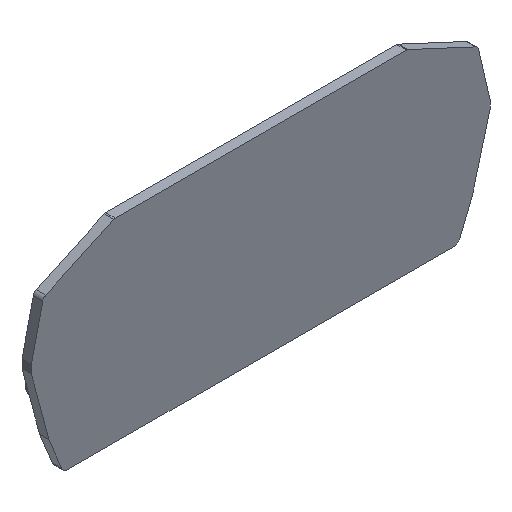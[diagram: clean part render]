
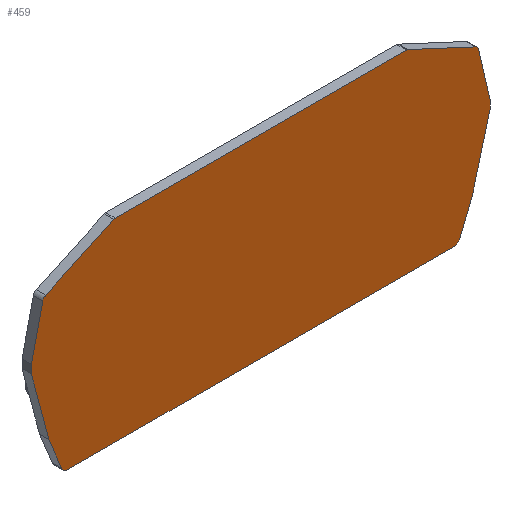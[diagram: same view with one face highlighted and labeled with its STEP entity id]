
A CAD part, isometric view. The second image highlights one B-rep face of the part: STEP entity #459.
In plain terms, the highlighted planar face has unit normal (0, -1, 0).
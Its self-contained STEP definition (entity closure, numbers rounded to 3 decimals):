
#40=CIRCLE('',#483,1.);
#41=CIRCLE('',#489,0.8);
#42=CIRCLE('',#492,0.5);
#43=CIRCLE('',#495,0.5);
#44=CIRCLE('',#498,0.8);
#45=CIRCLE('',#504,1.);
#150=ORIENTED_EDGE('',*,*,#208,.F.);
#151=ORIENTED_EDGE('',*,*,#205,.F.);
#152=ORIENTED_EDGE('',*,*,#204,.F.);
#153=ORIENTED_EDGE('',*,*,#201,.F.);
#154=ORIENTED_EDGE('',*,*,#200,.F.);
#155=ORIENTED_EDGE('',*,*,#197,.F.);
#156=ORIENTED_EDGE('',*,*,#195,.F.);
#157=ORIENTED_EDGE('',*,*,#193,.F.);
#158=ORIENTED_EDGE('',*,*,#191,.F.);
#159=ORIENTED_EDGE('',*,*,#190,.F.);
#160=ORIENTED_EDGE('',*,*,#223,.F.);
#161=ORIENTED_EDGE('',*,*,#222,.F.);
#162=ORIENTED_EDGE('',*,*,#219,.F.);
#163=ORIENTED_EDGE('',*,*,#217,.F.);
#164=ORIENTED_EDGE('',*,*,#215,.F.);
#165=ORIENTED_EDGE('',*,*,#213,.F.);
#166=ORIENTED_EDGE('',*,*,#212,.F.);
#167=ORIENTED_EDGE('',*,*,#209,.F.);
#190=EDGE_CURVE('',#249,#248,#40,.T.);
#191=EDGE_CURVE('',#248,#250,#284,.T.);
#193=EDGE_CURVE('',#250,#251,#286,.T.);
#195=EDGE_CURVE('',#251,#252,#288,.T.);
#197=EDGE_CURVE('',#252,#253,#290,.T.);
#200=EDGE_CURVE('',#253,#254,#41,.T.);
#201=EDGE_CURVE('',#254,#255,#293,.T.);
#204=EDGE_CURVE('',#255,#256,#42,.T.);
#205=EDGE_CURVE('',#256,#257,#296,.T.);
#208=EDGE_CURVE('',#257,#258,#43,.T.);
#209=EDGE_CURVE('',#258,#259,#299,.T.);
#212=EDGE_CURVE('',#259,#260,#44,.T.);
#213=EDGE_CURVE('',#260,#261,#302,.T.);
#215=EDGE_CURVE('',#261,#262,#304,.T.);
#217=EDGE_CURVE('',#262,#263,#306,.T.);
#219=EDGE_CURVE('',#263,#264,#308,.T.);
#222=EDGE_CURVE('',#264,#265,#45,.T.);
#223=EDGE_CURVE('',#265,#249,#311,.T.);
#248=VERTEX_POINT('',#681);
#249=VERTEX_POINT('',#683);
#250=VERTEX_POINT('',#687);
#251=VERTEX_POINT('',#691);
#252=VERTEX_POINT('',#695);
#253=VERTEX_POINT('',#699);
#254=VERTEX_POINT('',#703);
#255=VERTEX_POINT('',#707);
#256=VERTEX_POINT('',#711);
#257=VERTEX_POINT('',#715);
#258=VERTEX_POINT('',#719);
#259=VERTEX_POINT('',#723);
#260=VERTEX_POINT('',#727);
#261=VERTEX_POINT('',#731);
#262=VERTEX_POINT('',#735);
#263=VERTEX_POINT('',#739);
#264=VERTEX_POINT('',#743);
#265=VERTEX_POINT('',#747);
#284=LINE('',#686,#326);
#286=LINE('',#690,#328);
#288=LINE('',#694,#330);
#290=LINE('',#698,#332);
#293=LINE('',#706,#335);
#296=LINE('',#714,#338);
#299=LINE('',#722,#341);
#302=LINE('',#730,#344);
#304=LINE('',#734,#346);
#306=LINE('',#738,#348);
#308=LINE('',#742,#350);
#311=LINE('',#750,#353);
#326=VECTOR('',#553,1000.);
#328=VECTOR('',#557,1000.);
#330=VECTOR('',#561,1000.);
#332=VECTOR('',#565,1000.);
#335=VECTOR('',#574,1000.);
#338=VECTOR('',#583,1000.);
#341=VECTOR('',#592,1000.);
#344=VECTOR('',#601,1000.);
#346=VECTOR('',#605,1000.);
#348=VECTOR('',#609,1000.);
#350=VECTOR('',#613,1000.);
#353=VECTOR('',#622,1000.);
#385=EDGE_LOOP('',(#150,#151,#152,#153,#154,#155,#156,#157,#158,#159,#160,
#161,#162,#163,#164,#165,#166,#167));
#417=FACE_BOUND('',#385,.T.);
#433=PLANE('',#512);
#459=ADVANCED_FACE('',(#417),#433,.T.);
#483=AXIS2_PLACEMENT_3D('',#684,#549,#550);
#489=AXIS2_PLACEMENT_3D('',#704,#570,#571);
#492=AXIS2_PLACEMENT_3D('',#712,#579,#580);
#495=AXIS2_PLACEMENT_3D('',#720,#588,#589);
#498=AXIS2_PLACEMENT_3D('',#728,#597,#598);
#504=AXIS2_PLACEMENT_3D('',#748,#618,#619);
#512=AXIS2_PLACEMENT_3D('',#909,#635,#636);
#549=DIRECTION('',(0.,1.,0.));
#550=DIRECTION('',(-1.,0.,0.));
#553=DIRECTION('',(-0.375,0.,0.927));
#557=DIRECTION('',(-0.259,0.,0.966));
#561=DIRECTION('',(0.,0.,1.));
#565=DIRECTION('',(0.225,0.,0.974));
#570=DIRECTION('',(0.,1.,0.));
#571=DIRECTION('',(-1.,0.,0.));
#574=DIRECTION('',(0.906,0.,0.423));
#579=DIRECTION('',(0.,1.,0.));
#580=DIRECTION('',(-1.,0.,0.));
#583=DIRECTION('',(1.,0.,0.));
#588=DIRECTION('',(0.,1.,0.));
#589=DIRECTION('',(-1.,0.,0.));
#592=DIRECTION('',(0.906,0.,-0.423));
#597=DIRECTION('',(0.,1.,0.));
#598=DIRECTION('',(-1.,0.,0.));
#601=DIRECTION('',(0.225,0.,-0.974));
#605=DIRECTION('',(0.,0.,-1.));
#609=DIRECTION('',(-0.259,0.,-0.966));
#613=DIRECTION('',(-0.375,0.,-0.927));
#618=DIRECTION('',(0.,1.,0.));
#619=DIRECTION('',(-1.,0.,0.));
#622=DIRECTION('',(-1.,0.,0.));
#635=DIRECTION('',(0.,-1.,0.));
#636=DIRECTION('',(1.,0.,0.));
#681=CARTESIAN_POINT('',(-29.738,-1.4,-30.467));
#683=CARTESIAN_POINT('',(-28.81,-1.4,-31.092));
#684=CARTESIAN_POINT('',(-28.81,-1.4,-30.092));
#686=CARTESIAN_POINT('',(-31.624,-1.4,-25.798));
#687=CARTESIAN_POINT('',(-31.624,-1.4,-25.798));
#690=CARTESIAN_POINT('',(-34.25,-1.4,-15.996));
#691=CARTESIAN_POINT('',(-34.25,-1.4,-15.996));
#694=CARTESIAN_POINT('',(-34.25,-1.4,-14.784));
#695=CARTESIAN_POINT('',(-34.25,-1.4,-14.784));
#698=CARTESIAN_POINT('',(-32.55,-1.4,-7.421));
#699=CARTESIAN_POINT('',(-32.55,-1.4,-7.421));
#703=CARTESIAN_POINT('',(-32.109,-1.4,-6.876));
#704=CARTESIAN_POINT('',(-31.771,-1.4,-7.601));
#706=CARTESIAN_POINT('',(-21.951,-1.4,-2.139));
#707=CARTESIAN_POINT('',(-21.951,-1.4,-2.139));
#711=CARTESIAN_POINT('',(-21.74,-1.4,-2.092));
#712=CARTESIAN_POINT('',(-21.74,-1.4,-2.592));
#714=CARTESIAN_POINT('',(21.739,-1.4,-2.092));
#715=CARTESIAN_POINT('',(21.739,-1.4,-2.092));
#719=CARTESIAN_POINT('',(21.95,-1.4,-2.139));
#720=CARTESIAN_POINT('',(21.739,-1.4,-2.592));
#722=CARTESIAN_POINT('',(32.108,-1.4,-6.876));
#723=CARTESIAN_POINT('',(32.108,-1.4,-6.876));
#727=CARTESIAN_POINT('',(32.55,-1.4,-7.421));
#728=CARTESIAN_POINT('',(31.77,-1.4,-7.601));
#730=CARTESIAN_POINT('',(34.25,-1.4,-14.784));
#731=CARTESIAN_POINT('',(34.25,-1.4,-14.784));
#734=CARTESIAN_POINT('',(34.25,-1.4,-15.996));
#735=CARTESIAN_POINT('',(34.25,-1.4,-15.996));
#738=CARTESIAN_POINT('',(31.623,-1.4,-25.798));
#739=CARTESIAN_POINT('',(31.623,-1.4,-25.798));
#742=CARTESIAN_POINT('',(29.737,-1.4,-30.467));
#743=CARTESIAN_POINT('',(29.737,-1.4,-30.467));
#747=CARTESIAN_POINT('',(28.81,-1.4,-31.092));
#748=CARTESIAN_POINT('',(28.81,-1.4,-30.092));
#750=CARTESIAN_POINT('',(-28.81,-1.4,-31.092));
#909=CARTESIAN_POINT('',(-31.771,-1.4,-7.601));
